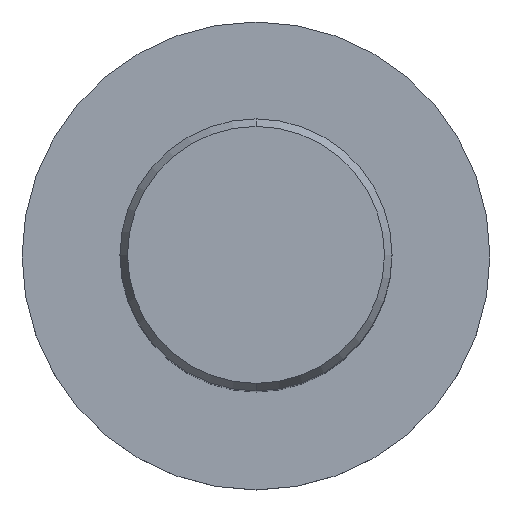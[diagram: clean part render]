
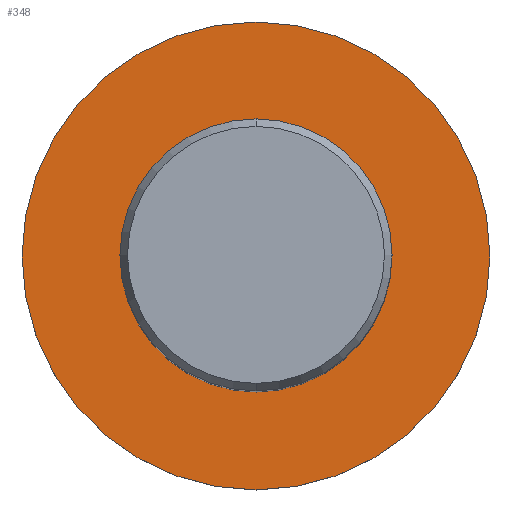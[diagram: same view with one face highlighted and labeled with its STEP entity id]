
A CAD part, top view. The second image highlights one B-rep face of the part: STEP entity #348.
In plain terms, the highlighted planar face has unit normal (0, 0, 1).
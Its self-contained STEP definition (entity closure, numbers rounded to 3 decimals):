
#192=VERTEX_POINT('',#525);
#208=EDGE_CURVE('',#324,#192,#542,.T.);
#290=EDGE_CURVE('',#192,#324,#629,.T.);
#324=VERTEX_POINT('',#665);
#348=ADVANCED_FACE('',(#691,#692),#693,.T.);
#350=VERTEX_POINT('',#695);
#380=EDGE_CURVE('',#350,#392,#726,.T.);
#392=VERTEX_POINT('',#741);
#450=EDGE_CURVE('',#392,#350,#806,.T.);
#525=CARTESIAN_POINT('',(0.0,21.5,-56.0));
#542=CIRCLE('',#902,21.5);
#629=CIRCLE('',#1090,21.5);
#665=CARTESIAN_POINT('',(0.,-21.5,-56.0));
#691=FACE_BOUND('',#1217,.T.);
#692=FACE_OUTER_BOUND('',#1218,.T.);
#693=PLANE('',#1219);
#695=CARTESIAN_POINT('',(0.,-12.5,-56.0));
#726=CIRCLE('',#1274,12.5);
#741=CARTESIAN_POINT('',(0.0,12.5,-56.0));
#806=CIRCLE('',#1460,12.5);
#902=AXIS2_PLACEMENT_3D('',#1590,#1591,#1592);
#1090=AXIS2_PLACEMENT_3D('',#1679,#1680,#1681);
#1217=EDGE_LOOP('',(#1741,#1742));
#1218=EDGE_LOOP('',(#1743,#1744));
#1219=AXIS2_PLACEMENT_3D('',#1745,#1746,#1747);
#1274=AXIS2_PLACEMENT_3D('',#1766,#1767,#1768);
#1460=AXIS2_PLACEMENT_3D('',#1875,#1876,#1877);
#1590=CARTESIAN_POINT('',(0.0,0.0,-56.0));
#1591=DIRECTION('',(0.0,0.0,-1.0));
#1592=DIRECTION('',(0.0,1.0,0.0));
#1679=CARTESIAN_POINT('',(0.0,0.0,-56.0));
#1680=DIRECTION('',(0.0,0.0,-1.0));
#1681=DIRECTION('',(0.0,1.0,0.0));
#1741=ORIENTED_EDGE('',*,*,#450,.T.);
#1742=ORIENTED_EDGE('',*,*,#380,.T.);
#1743=ORIENTED_EDGE('',*,*,#290,.F.);
#1744=ORIENTED_EDGE('',*,*,#208,.F.);
#1745=CARTESIAN_POINT('',(0.0,10.75,-56.0));
#1746=DIRECTION('',(-0.0,0.0,1.0));
#1747=DIRECTION('',(0.0,-1.0,0.0));
#1766=CARTESIAN_POINT('',(0.0,0.0,-56.0));
#1767=DIRECTION('',(-0.0,0.0,-1.0));
#1768=DIRECTION('',(0.0,1.0,0.0));
#1875=CARTESIAN_POINT('',(0.0,0.0,-56.0));
#1876=DIRECTION('',(-0.0,0.0,-1.0));
#1877=DIRECTION('',(0.0,1.0,0.0));
